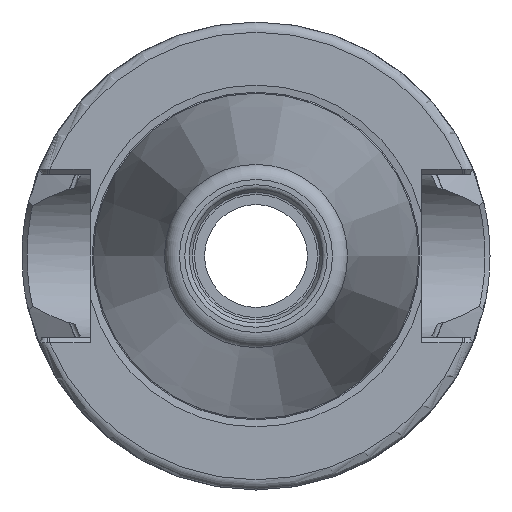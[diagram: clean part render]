
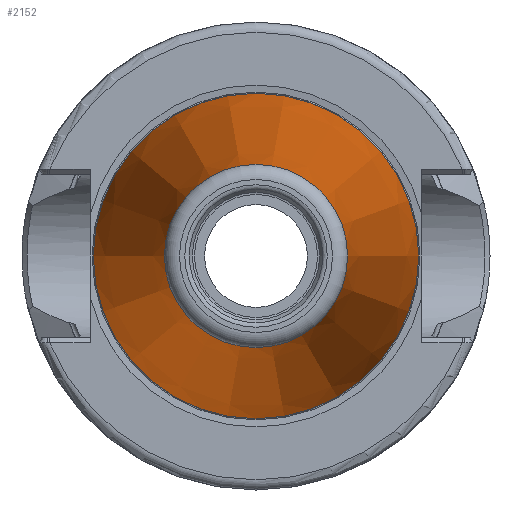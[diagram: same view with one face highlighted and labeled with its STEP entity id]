
A CAD part, left-side view. The second image highlights one B-rep face of the part: STEP entity #2152.
In plain terms, the highlighted conical face has half-angle 8.297 degrees and reference radius 12.502 mm.
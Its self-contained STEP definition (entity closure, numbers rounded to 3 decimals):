
#55=CONICAL_SURFACE('',#2376,12.502,0.145);
#272=FACE_OUTER_BOUND('',#394,.T.);
#394=EDGE_LOOP('',(#1803,#1804,#1805,#1806,#1807,#1808,#1809));
#503=LINE('',#4257,#599);
#599=VECTOR('',#2881,12.502);
#727=CIRCLE('',#2372,9.004);
#728=CIRCLE('',#2373,9.004);
#729=CIRCLE('',#2374,9.004);
#731=CIRCLE('',#2377,15.999);
#732=CIRCLE('',#2378,15.999);
#949=VERTEX_POINT('',#4245);
#950=VERTEX_POINT('',#4246);
#951=VERTEX_POINT('',#4248);
#952=VERTEX_POINT('',#4253);
#953=VERTEX_POINT('',#4254);
#1251=EDGE_CURVE('',#949,#950,#727,.T.);
#1252=EDGE_CURVE('',#951,#949,#728,.T.);
#1253=EDGE_CURVE('',#950,#951,#729,.T.);
#1255=EDGE_CURVE('',#952,#953,#731,.T.);
#1256=EDGE_CURVE('',#953,#952,#732,.T.);
#1257=EDGE_CURVE('',#953,#951,#503,.T.);
#1803=ORIENTED_EDGE('',*,*,#1255,.F.);
#1804=ORIENTED_EDGE('',*,*,#1256,.F.);
#1805=ORIENTED_EDGE('',*,*,#1257,.T.);
#1806=ORIENTED_EDGE('',*,*,#1252,.T.);
#1807=ORIENTED_EDGE('',*,*,#1251,.T.);
#1808=ORIENTED_EDGE('',*,*,#1253,.T.);
#1809=ORIENTED_EDGE('',*,*,#1257,.F.);
#2152=ADVANCED_FACE('',(#272),#55,.T.);
#2372=AXIS2_PLACEMENT_3D('',#4247,#2867,#2868);
#2373=AXIS2_PLACEMENT_3D('',#4249,#2869,#2870);
#2374=AXIS2_PLACEMENT_3D('',#4250,#2871,#2872);
#2376=AXIS2_PLACEMENT_3D('',#4252,#2875,#2876);
#2377=AXIS2_PLACEMENT_3D('',#4255,#2877,#2878);
#2378=AXIS2_PLACEMENT_3D('',#4256,#2879,#2880);
#2867=DIRECTION('center_axis',(1.,0.,0.));
#2868=DIRECTION('ref_axis',(0.,0.,-1.));
#2869=DIRECTION('center_axis',(1.,0.,0.));
#2870=DIRECTION('ref_axis',(0.,0.,-1.));
#2871=DIRECTION('center_axis',(1.,0.,0.));
#2872=DIRECTION('ref_axis',(0.,0.,-1.));
#2875=DIRECTION('center_axis',(1.,0.,0.));
#2876=DIRECTION('ref_axis',(0.,1.,0.));
#2877=DIRECTION('center_axis',(1.,0.,0.));
#2878=DIRECTION('ref_axis',(0.,0.,-1.));
#2879=DIRECTION('center_axis',(1.,0.,0.));
#2880=DIRECTION('ref_axis',(0.,0.,-1.));
#2881=DIRECTION('',(-0.99,0.144,0.));
#4245=CARTESIAN_POINT('',(-47.116,9.004,0.));
#4246=CARTESIAN_POINT('',(-47.116,0.,9.004));
#4247=CARTESIAN_POINT('Origin',(-47.116,0.,
0.));
#4248=CARTESIAN_POINT('',(-47.116,-9.004,0.));
#4249=CARTESIAN_POINT('Origin',(-47.116,0.,
0.));
#4250=CARTESIAN_POINT('Origin',(-47.116,0.,
0.));
#4252=CARTESIAN_POINT('Origin',(-23.132,0.,
0.));
#4253=CARTESIAN_POINT('',(0.852,15.999,0.));
#4254=CARTESIAN_POINT('',(0.852,-15.999,0.));
#4255=CARTESIAN_POINT('Origin',(0.852,0.,
0.));
#4256=CARTESIAN_POINT('Origin',(0.852,0.,
0.));
#4257=CARTESIAN_POINT('',(-23.132,-12.502,0.));
